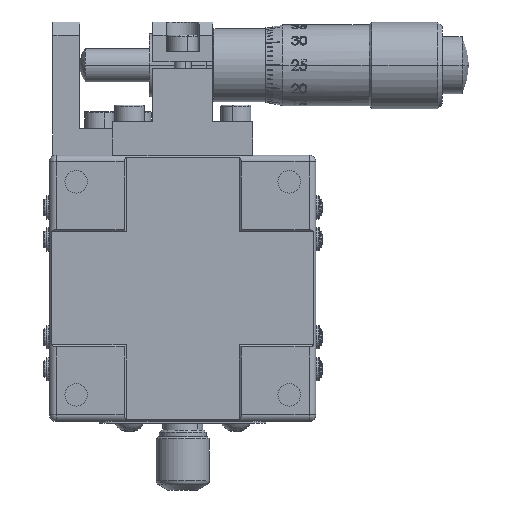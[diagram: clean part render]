
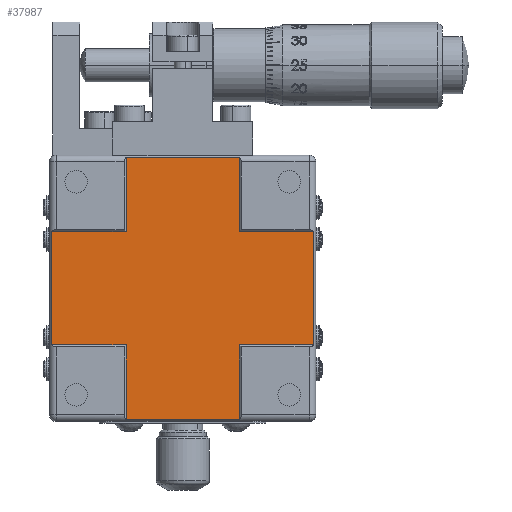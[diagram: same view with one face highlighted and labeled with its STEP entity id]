
A CAD part, front view. The second image highlights one B-rep face of the part: STEP entity #37987.
In plain terms, the highlighted planar face has unit normal (0, -1, 0).
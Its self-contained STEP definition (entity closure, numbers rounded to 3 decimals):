
#6407 = CARTESIAN_POINT ( 'NONE',  ( 20., 0.3, -8.5 ) ) ;
#7283 = ORIENTED_EDGE ( 'NONE', *, *, #36048, .T. ) ;
#8232 = LINE ( 'NONE', #32012, #31213 ) ;
#11922 = CARTESIAN_POINT ( 'NONE',  ( 19.714, 0.3, -8.5 ) ) ;
#13255 = DIRECTION ( 'NONE',  ( 0., 0., 1. ) ) ;
#15064 = DIRECTION ( 'NONE',  ( -1., 0., 0. ) ) ;
#16793 = CARTESIAN_POINT ( 'NONE',  ( 8.5, 0.3, 8.5 ) ) ;
#18338 = CARTESIAN_POINT ( 'NONE',  ( -8.5, 0.3, -20. ) ) ;
#19968 = EDGE_CURVE ( 'NONE', #72495, #91484, #75317, .T. ) ;
#21165 = CARTESIAN_POINT ( 'NONE',  ( 20., 0.3, 8.5 ) ) ;
#21573 = CARTESIAN_POINT ( 'NONE',  ( -19.714, 0.3, -8.5 ) ) ;
#22031 = LINE ( 'NONE', #81162, #24769 ) ;
#23569 = EDGE_CURVE ( 'NONE', #27501, #51744, #22031, .T. ) ;
#23975 = VECTOR ( 'NONE', #72273, 1000. ) ;
#24769 = VECTOR ( 'NONE', #29513, 1000. ) ;
#24876 = CARTESIAN_POINT ( 'NONE',  ( 19.714, 0.3, -8.5 ) ) ;
#25387 = VERTEX_POINT ( 'NONE', #24876 ) ;
#25749 = EDGE_CURVE ( 'NONE', #54068, #72495, #8232, .T. ) ;
#25857 = CARTESIAN_POINT ( 'NONE',  ( 20., 0.3, 8.5 ) ) ;
#26073 = ORIENTED_EDGE ( 'NONE', *, *, #19968, .T. ) ;
#27501 = VERTEX_POINT ( 'NONE', #27968 ) ;
#27968 = CARTESIAN_POINT ( 'NONE',  ( 8.5, 0.3, 19.714 ) ) ;
#28456 = VECTOR ( 'NONE', #105326, 1000. ) ;
#29513 = DIRECTION ( 'NONE',  ( -1., 0., 0. ) ) ;
#29725 = VERTEX_POINT ( 'NONE', #68244 ) ;
#30813 = CARTESIAN_POINT ( 'NONE',  ( -19.714, 0.3, 8.5 ) ) ;
#31213 = VECTOR ( 'NONE', #100937, 1000. ) ;
#32012 = CARTESIAN_POINT ( 'NONE',  ( -8.5, 0.3, -19.714 ) ) ;
#33385 = CARTESIAN_POINT ( 'NONE',  ( -8.5, 0.3, 19.714 ) ) ;
#33563 = VECTOR ( 'NONE', #44744, 1000. ) ;
#34358 = ORIENTED_EDGE ( 'NONE', *, *, #25749, .T. ) ;
#34592 = DIRECTION ( 'NONE',  ( 0., 0., 1. ) ) ;
#35223 = EDGE_CURVE ( 'NONE', #105038, #27501, #79428, .T. ) ;
#36048 = EDGE_CURVE ( 'NONE', #91717, #67066, #94534, .T. ) ;
#37987 = ADVANCED_FACE ( 'NONE', ( #111744 ), #68850, .F. ) ;
#42496 = DIRECTION ( 'NONE',  ( -1., 0., 0. ) ) ;
#43162 = VECTOR ( 'NONE', #42496, 1000. ) ;
#44365 = DIRECTION ( 'NONE',  ( 0., 0., 1. ) ) ;
#44744 = DIRECTION ( 'NONE',  ( 0., 0., 1. ) ) ;
#45037 = CARTESIAN_POINT ( 'NONE',  ( 20., 0.3, 8.5 ) ) ;
#45780 = CARTESIAN_POINT ( 'NONE',  ( 8.5, 0.3, -19.714 ) ) ;
#45913 = CARTESIAN_POINT ( 'NONE',  ( -8.5, 0.3, -8.5 ) ) ;
#46864 = ORIENTED_EDGE ( 'NONE', *, *, #78601, .F. ) ;
#47260 = CARTESIAN_POINT ( 'NONE',  ( -19.714, 0.3, 8.5 ) ) ;
#47582 = CARTESIAN_POINT ( 'NONE',  ( 8.5, 0.3, -20. ) ) ;
#50351 = EDGE_CURVE ( 'NONE', #29725, #105038, #69723, .T. ) ;
#51744 = VERTEX_POINT ( 'NONE', #33385 ) ;
#52442 = VECTOR ( 'NONE', #13255, 1000. ) ;
#52589 = ORIENTED_EDGE ( 'NONE', *, *, #83581, .T. ) ;
#53080 = ORIENTED_EDGE ( 'NONE', *, *, #50351, .T. ) ;
#53083 = CARTESIAN_POINT ( 'NONE',  ( 8.5, 0.3, -20. ) ) ;
#53240 = ORIENTED_EDGE ( 'NONE', *, *, #95127, .F. ) ;
#54068 = VERTEX_POINT ( 'NONE', #69748 ) ;
#54746 = ORIENTED_EDGE ( 'NONE', *, *, #23569, .T. ) ;
#55192 = ORIENTED_EDGE ( 'NONE', *, *, #77786, .F. ) ;
#56186 = LINE ( 'NONE', #30813, #104750 ) ;
#56791 = VECTOR ( 'NONE', #65379, 1000. ) ;
#58737 = ORIENTED_EDGE ( 'NONE', *, *, #104520, .F. ) ;
#60240 = CARTESIAN_POINT ( 'NONE',  ( 8.5, 0.3, -8.5 ) ) ;
#60288 = LINE ( 'NONE', #18338, #100713 ) ;
#62021 = AXIS2_PLACEMENT_3D ( 'NONE', #25857, #86220, #34592 ) ;
#62288 = VECTOR ( 'NONE', #15064, 1000. ) ;
#64278 = VERTEX_POINT ( 'NONE', #21573 ) ;
#65379 = DIRECTION ( 'NONE',  ( 0., 0., 1. ) ) ;
#67066 = VERTEX_POINT ( 'NONE', #47260 ) ;
#67179 = LINE ( 'NONE', #11922, #23975 ) ;
#68244 = CARTESIAN_POINT ( 'NONE',  ( 19.714, 0.3, 8.5 ) ) ;
#68850 = PLANE ( 'NONE',  #62021 ) ;
#69723 = LINE ( 'NONE', #21165, #92658 ) ;
#69748 = CARTESIAN_POINT ( 'NONE',  ( -8.5, 0.3, -19.714 ) ) ;
#72273 = DIRECTION ( 'NONE',  ( 0., 0., 1. ) ) ;
#72495 = VERTEX_POINT ( 'NONE', #45780 ) ;
#72868 = DIRECTION ( 'NONE',  ( -1., 0., 0. ) ) ;
#75317 = LINE ( 'NONE', #47582, #52442 ) ;
#76420 = EDGE_LOOP ( 'NONE', ( #58737, #80247, #53080, #108255, #54746, #53240, #7283, #52589, #46864, #55192, #34358, #26073 ) ) ;
#77786 = EDGE_CURVE ( 'NONE', #54068, #103532, #79758, .T. ) ;
#78601 = EDGE_CURVE ( 'NONE', #103532, #64278, #89078, .T. ) ;
#79428 = LINE ( 'NONE', #53083, #33563 ) ;
#79758 = LINE ( 'NONE', #91048, #56791 ) ;
#80247 = ORIENTED_EDGE ( 'NONE', *, *, #92972, .T. ) ;
#81162 = CARTESIAN_POINT ( 'NONE',  ( 8.5, 0.3, 19.714 ) ) ;
#83581 = EDGE_CURVE ( 'NONE', #67066, #64278, #56186, .T. ) ;
#85244 = LINE ( 'NONE', #6407, #62288 ) ;
#86220 = DIRECTION ( 'NONE',  ( 0., 1., 0. ) ) ;
#89078 = LINE ( 'NONE', #111082, #43162 ) ;
#90327 = CARTESIAN_POINT ( 'NONE',  ( -8.5, 0.3, 8.5 ) ) ;
#91048 = CARTESIAN_POINT ( 'NONE',  ( -8.5, 0.3, -20. ) ) ;
#91114 = DIRECTION ( 'NONE',  ( 0., 0., -1. ) ) ;
#91484 = VERTEX_POINT ( 'NONE', #60240 ) ;
#91717 = VERTEX_POINT ( 'NONE', #90327 ) ;
#92658 = VECTOR ( 'NONE', #72868, 1000. ) ;
#92972 = EDGE_CURVE ( 'NONE', #25387, #29725, #67179, .T. ) ;
#94534 = LINE ( 'NONE', #45037, #28456 ) ;
#95127 = EDGE_CURVE ( 'NONE', #91717, #51744, #60288, .T. ) ;
#100713 = VECTOR ( 'NONE', #44365, 1000. ) ;
#100937 = DIRECTION ( 'NONE',  ( 1., 0., 0. ) ) ;
#103532 = VERTEX_POINT ( 'NONE', #45913 ) ;
#104520 = EDGE_CURVE ( 'NONE', #25387, #91484, #85244, .T. ) ;
#104750 = VECTOR ( 'NONE', #91114, 1000. ) ;
#105038 = VERTEX_POINT ( 'NONE', #16793 ) ;
#105326 = DIRECTION ( 'NONE',  ( -1., 0., 0. ) ) ;
#108255 = ORIENTED_EDGE ( 'NONE', *, *, #35223, .T. ) ;
#111082 = CARTESIAN_POINT ( 'NONE',  ( 20., 0.3, -8.5 ) ) ;
#111744 = FACE_OUTER_BOUND ( 'NONE', #76420, .T. ) ;
